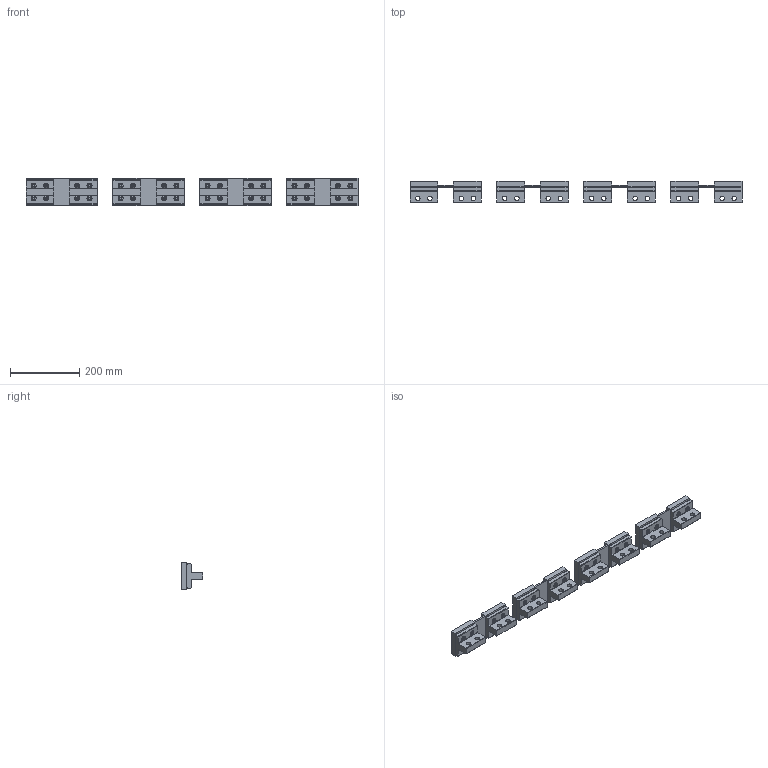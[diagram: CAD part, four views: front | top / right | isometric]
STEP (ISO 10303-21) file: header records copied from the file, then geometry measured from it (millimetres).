
FILE_DESCRIPTION(('CATIA V5 STEP Exchange'),'2;1');
FILE_NAME('1SDH001252R0258_1PA_001_01_E6.2_IV_FS_F_TERMINALS_HR_UPPER_5000A.stp','2014-03-06T08:39:19+00:00',('none'),('none'),'CATIA Version 5 Release 20 SP 5 (IN-10)','CATIA V5 STEP AP214','none');
FILE_SCHEMA(('AUTOMOTIVE_DESIGN { 1 0 10303 214 1 1 1 1 }'));
Length unit declared in the file: millimetre
Products named in the file (1): 1SDH001252R0258_1PA_001_01_E6.2_IV_FS_F_TERMINALS_HR_UPPER_5000A
Bounding box: 962 x 61 x 80 mm (x, y, z)
Volume: 1718916.8 mm3; surface area: 416174.3 mm2
Topology: 44 solids, 44 shells, 1176 faces, 2848 edges, 1856 vertices
Faces by surface type: cylinder 544, plane 504, revolution 64, torus 64
Entity records: 33106 total; most frequent: CARTESIAN_POINT 6281, ORIENTED_EDGE 5696, DIRECTION 4432, EDGE_CURVE 2848, AXIS2_PLACEMENT_3D 2121, VERTEX_POINT 1856, EDGE_LOOP 1496, VECTOR 1440
